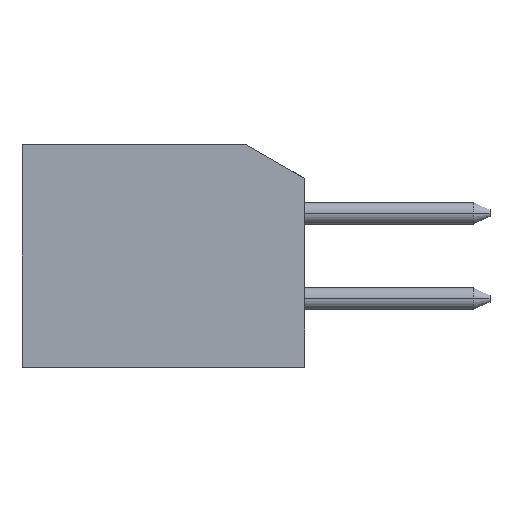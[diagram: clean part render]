
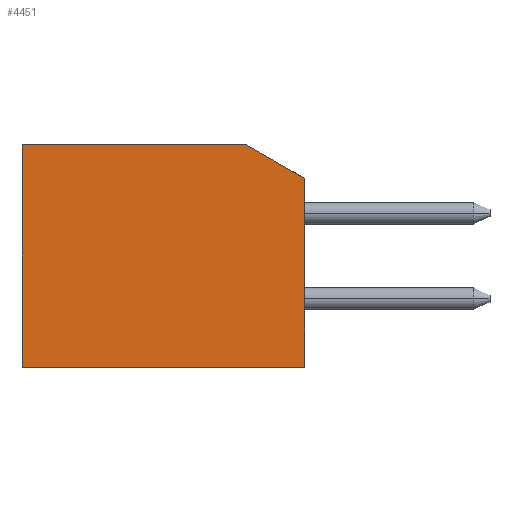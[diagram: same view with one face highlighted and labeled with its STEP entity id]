
A CAD part, left-side view. The second image highlights one B-rep face of the part: STEP entity #4451.
In plain terms, the highlighted planar face has unit normal (-1, 0, 0).
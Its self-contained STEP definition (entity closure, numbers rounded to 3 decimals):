
#9=DIRECTION('',(0.,0.,1.));
#10=VECTOR('',#9,5.6);
#11=CARTESIAN_POINT('',(-9.05,0.,-3.3));
#12=LINE('',#11,#10);
#333=DIRECTION('',(0.,1.,0.));
#334=VECTOR('',#333,6.668);
#335=CARTESIAN_POINT('',(-9.05,1.732,3.3));
#336=LINE('',#335,#334);
#421=DIRECTION('',(0.,0.,1.));
#422=VECTOR('',#421,6.6);
#423=CARTESIAN_POINT('',(-9.05,8.4,-3.3));
#424=LINE('',#423,#422);
#1389=DIRECTION('',(0.,0.866,0.5));
#1390=VECTOR('',#1389,2.);
#1391=CARTESIAN_POINT('',(-9.05,0.,2.3));
#1392=LINE('',#1391,#1390);
#1393=DIRECTION('',(0.,1.,0.));
#1394=VECTOR('',#1393,8.4);
#1395=CARTESIAN_POINT('',(-9.05,0.,-3.3));
#1396=LINE('',#1395,#1394);
#1969=CARTESIAN_POINT('',(-9.05,8.4,-3.3));
#1970=CARTESIAN_POINT('',(-9.05,8.4,3.3));
#1971=VERTEX_POINT('',#1969);
#1972=VERTEX_POINT('',#1970);
#1977=CARTESIAN_POINT('',(-9.05,0.,-3.3));
#1978=VERTEX_POINT('',#1977);
#1993=CARTESIAN_POINT('',(-9.05,0.,2.3));
#1994=CARTESIAN_POINT('',(-9.05,1.732,3.3));
#1995=VERTEX_POINT('',#1993);
#1996=VERTEX_POINT('',#1994);
#4439=CARTESIAN_POINT('',(-9.05,0.,-3.3));
#4440=DIRECTION('',(-1.,0.,0.));
#4441=DIRECTION('',(0.,0.,1.));
#4442=AXIS2_PLACEMENT_3D('',#4439,#4440,#4441);
#4443=PLANE('',#4442);
#4444=ORIENTED_EDGE('',*,*,#2714,.F.);
#4445=ORIENTED_EDGE('',*,*,#2554,.F.);
#4446=ORIENTED_EDGE('',*,*,#2798,.T.);
#4447=ORIENTED_EDGE('',*,*,#3005,.T.);
#4448=ORIENTED_EDGE('',*,*,#2875,.F.);
#4449=EDGE_LOOP('',(#4444,#4445,#4446,#4447,#4448));
#4450=FACE_OUTER_BOUND('',#4449,.F.);
#2554=EDGE_CURVE('',#1978,#1995,#12,.T.);
#2714=EDGE_CURVE('',#1995,#1996,#1392,.T.);
#2798=EDGE_CURVE('',#1978,#1971,#1396,.T.);
#2875=EDGE_CURVE('',#1996,#1972,#336,.T.);
#3005=EDGE_CURVE('',#1971,#1972,#424,.T.);
#4451=ADVANCED_FACE('',(#4450),#4443,.T.);
